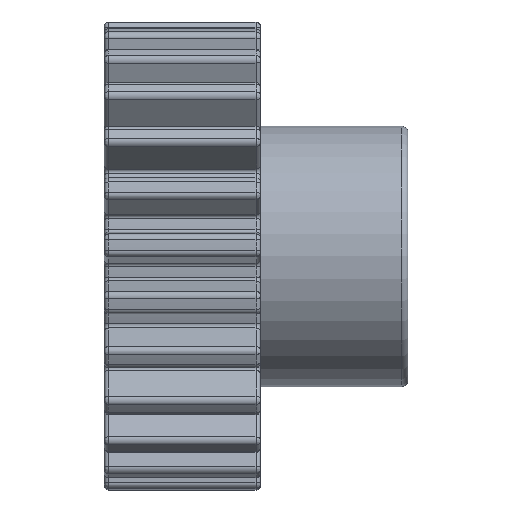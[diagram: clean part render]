
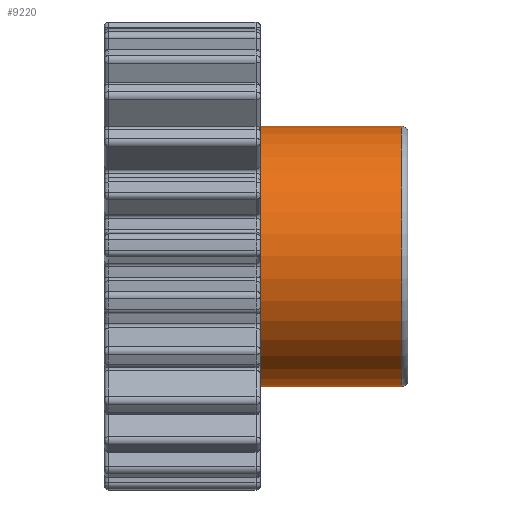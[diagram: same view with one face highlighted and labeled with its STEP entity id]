
A CAD part, top view. The second image highlights one B-rep face of the part: STEP entity #9220.
In plain terms, the highlighted cylindrical face has radius 7.5 mm (diameter 15 mm), a partial arc.
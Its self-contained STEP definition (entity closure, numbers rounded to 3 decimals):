
#124=CARTESIAN_POINT('',(12.65,0.,0.));
#125=DIRECTION('',(-1.,0.,0.));
#126=DIRECTION('',(0.,-1.,0.));
#127=AXIS2_PLACEMENT_3D('',#124,#125,#126);
#129=DIRECTION('',(-1.,0.,0.));
#130=VECTOR('',#129,9.65);
#131=CARTESIAN_POINT('',(12.65,-7.5,0.));
#132=LINE('',#131,#130);
#133=CARTESIAN_POINT('',(3.,0.,0.));
#134=DIRECTION('',(1.,0.,0.));
#135=DIRECTION('',(0.,1.,0.));
#136=AXIS2_PLACEMENT_3D('',#133,#134,#135);
#138=DIRECTION('',(1.,0.,0.));
#139=VECTOR('',#138,9.65);
#140=CARTESIAN_POINT('',(3.,7.5,0.));
#141=LINE('',#140,#139);
#7361=CARTESIAN_POINT('',(12.65,7.5,0.));
#7362=CARTESIAN_POINT('',(12.65,-7.5,0.));
#7363=VERTEX_POINT('',#7361);
#7364=VERTEX_POINT('',#7362);
#7373=CARTESIAN_POINT('',(3.,7.5,0.));
#7374=CARTESIAN_POINT('',(3.,-7.5,0.));
#7375=VERTEX_POINT('',#7373);
#7376=VERTEX_POINT('',#7374);
#9207=CARTESIAN_POINT('',(-5.375,0.,0.));
#9208=DIRECTION('',(1.,0.,0.));
#9209=DIRECTION('',(0.,-1.,0.));
#9210=AXIS2_PLACEMENT_3D('',#9207,#9208,#9209);
#9211=CYLINDRICAL_SURFACE('',#9210,7.5);
#9213=ORIENTED_EDGE('',*,*,#9212,.F.);
#9214=ORIENTED_EDGE('',*,*,#9188,.T.);
#9216=ORIENTED_EDGE('',*,*,#9215,.F.);
#9217=ORIENTED_EDGE('',*,*,#9184,.T.);
#9218=EDGE_LOOP('',(#9213,#9214,#9216,#9217));
#9219=FACE_OUTER_BOUND('',#9218,.F.);
#9220=ADVANCED_FACE('',(#9219),#9211,.T.);
#128=CIRCLE('',#127,7.5);
#137=CIRCLE('',#136,7.5);
#9184=EDGE_CURVE('',#7375,#7363,#141,.T.);
#9188=EDGE_CURVE('',#7364,#7376,#132,.T.);
#9212=EDGE_CURVE('',#7364,#7363,#128,.T.);
#9215=EDGE_CURVE('',#7375,#7376,#137,.T.);
